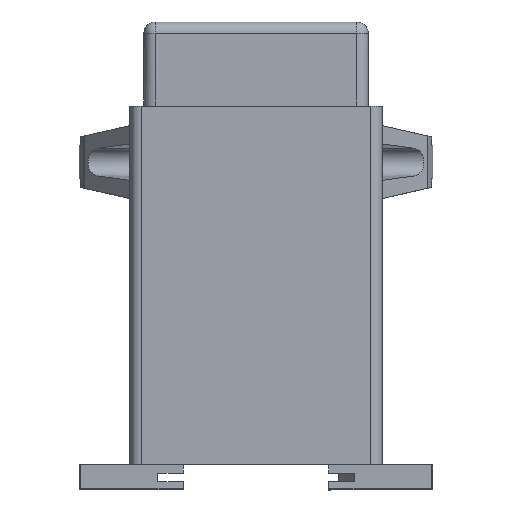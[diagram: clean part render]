
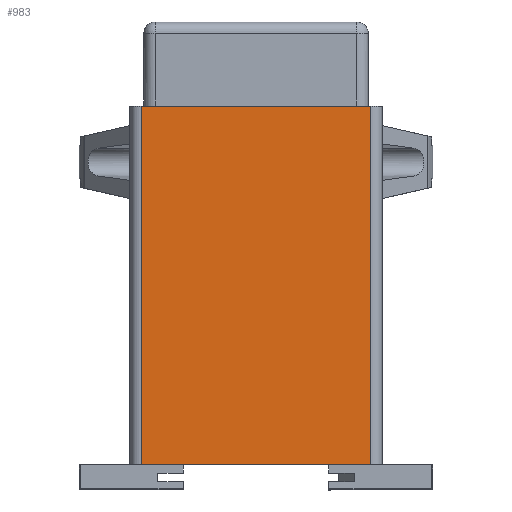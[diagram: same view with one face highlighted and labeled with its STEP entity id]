
A CAD part, left-side view. The second image highlights one B-rep face of the part: STEP entity #983.
In plain terms, the highlighted planar face has unit normal (-1, 0, 0).
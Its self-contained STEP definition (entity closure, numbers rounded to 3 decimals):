
#983=ADVANCED_FACE('',(#1696),#1266,.T.);
#1266=PLANE('',#8173);
#1696=FACE_OUTER_BOUND('',#2155,.T.);
#2155=EDGE_LOOP('',(#5346,#5347,#5348,#5349));
#5346=ORIENTED_EDGE('',*,*,#7112,.F.);
#5347=ORIENTED_EDGE('',*,*,#7197,.T.);
#5348=ORIENTED_EDGE('',*,*,#7106,.F.);
#5349=ORIENTED_EDGE('',*,*,#7200,.F.);
#6085=VERTEX_POINT('',#14569);
#6086=VERTEX_POINT('',#14572);
#6091=VERTEX_POINT('',#14585);
#6092=VERTEX_POINT('',#14588);
#7106=EDGE_CURVE('',#6085,#6086,#7558,.T.);
#7112=EDGE_CURVE('',#6091,#6092,#7561,.T.);
#7197=EDGE_CURVE('',#6091,#6086,#7568,.T.);
#7200=EDGE_CURVE('',#6092,#6085,#7571,.T.);
#7558=B_SPLINE_CURVE_WITH_KNOTS('',1,(#14570,#14571),.UNSPECIFIED.,.F.,
 .F.,(2,2),(0.,1.),.UNSPECIFIED.);
#7561=B_SPLINE_CURVE_WITH_KNOTS('',1,(#14586,#14587),.UNSPECIFIED.,.F.,
 .F.,(2,2),(0.,1.),.UNSPECIFIED.);
#7568=B_SPLINE_CURVE_WITH_KNOTS('',3,(#14769,#14770,#14771,#14772),
 .UNSPECIFIED.,.F.,.F.,(4,4),(0.,1.),.UNSPECIFIED.);
#7571=B_SPLINE_CURVE_WITH_KNOTS('',3,(#14783,#14784,#14785,#14786),
 .UNSPECIFIED.,.F.,.F.,(4,4),(0.,1.),.UNSPECIFIED.);
#8173=AXIS2_PLACEMENT_3D('',#14787,#9838,#9839);
#9838=DIRECTION('',(-1.,0.,0.));
#9839=DIRECTION('',(0.,0.,1.));
#14569=CARTESIAN_POINT('',(0.,2.,0.));
#14570=CARTESIAN_POINT('',(0.,2.,0.));
#14571=CARTESIAN_POINT('',(0.,43.,0.));
#14572=CARTESIAN_POINT('',(0.,43.,0.));
#14585=CARTESIAN_POINT('',(0.,43.,64.));
#14586=CARTESIAN_POINT('',(0.,43.,64.));
#14587=CARTESIAN_POINT('',(0.,2.,64.));
#14588=CARTESIAN_POINT('',(0.,2.,64.));
#14769=CARTESIAN_POINT('',(0.,43.,64.));
#14770=CARTESIAN_POINT('',(0.,43.,42.667));
#14771=CARTESIAN_POINT('',(0.,43.,21.333));
#14772=CARTESIAN_POINT('',(0.,43.,0.));
#14783=CARTESIAN_POINT('',(0.,2.,64.));
#14784=CARTESIAN_POINT('',(0.,2.,42.667));
#14785=CARTESIAN_POINT('',(0.,2.,21.333));
#14786=CARTESIAN_POINT('',(0.,2.,0.));
#14787=CARTESIAN_POINT('',(0.,2.,0.));
